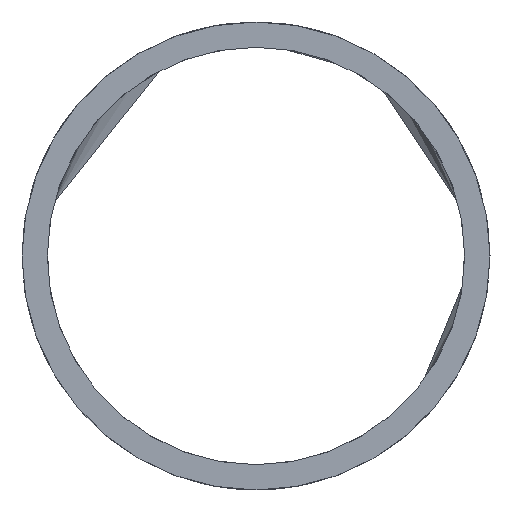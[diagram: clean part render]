
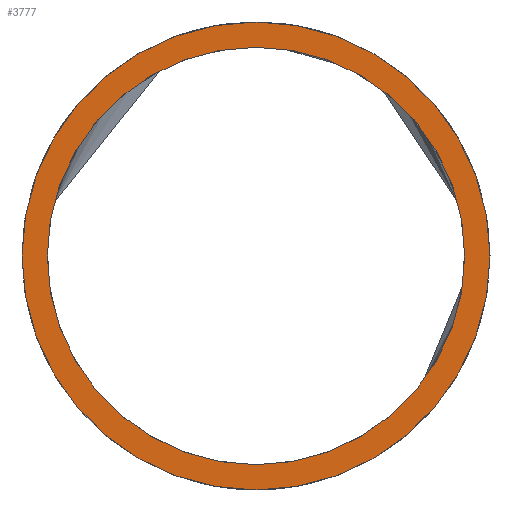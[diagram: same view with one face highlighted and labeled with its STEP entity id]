
A CAD part, left-side view. The second image highlights one B-rep face of the part: STEP entity #3777.
In plain terms, the highlighted planar face has unit normal (-1, 0, 0).
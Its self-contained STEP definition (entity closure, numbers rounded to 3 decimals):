
#35 = VERTEX_POINT ( 'NONE', #3787 ) ;
#177 = CARTESIAN_POINT ( 'NONE',  ( -34., 0., 0. ) ) ;
#219 = CIRCLE ( 'NONE', #1153, 13.875 ) ;
#258 = CARTESIAN_POINT ( 'NONE',  ( -34., 0., 0. ) ) ;
#276 = DIRECTION ( 'NONE',  ( 0., 0., -1. ) ) ;
#282 = CARTESIAN_POINT ( 'NONE',  ( -34., 0., 0. ) ) ;
#606 = EDGE_CURVE ( 'NONE', #6346, #35, #4956, .T. ) ;
#1153 = AXIS2_PLACEMENT_3D ( 'NONE', #258, #3734, #3699 ) ;
#1185 = EDGE_CURVE ( 'NONE', #35, #6346, #3211, .T. ) ;
#1355 = PLANE ( 'NONE',  #5420 ) ;
#1422 = DIRECTION ( 'NONE',  ( 1., 0., 0. ) ) ;
#1994 = CARTESIAN_POINT ( 'NONE',  ( -34., 0., 0. ) ) ;
#2285 = EDGE_CURVE ( 'NONE', #3224, #4132, #2921, .T. ) ;
#2356 = FACE_BOUND ( 'NONE', #6087, .T. ) ;
#2370 = AXIS2_PLACEMENT_3D ( 'NONE', #177, #5176, #276 ) ;
#2553 = CARTESIAN_POINT ( 'NONE',  ( -34., 0., 0. ) ) ;
#2921 = CIRCLE ( 'NONE', #4881, 13.875 ) ;
#2940 = DIRECTION ( 'NONE',  ( 0., 0., -1. ) ) ;
#2946 = ORIENTED_EDGE ( 'NONE', *, *, #2285, .F. ) ;
#3211 = CIRCLE ( 'NONE', #2370, 12.375 ) ;
#3224 = VERTEX_POINT ( 'NONE', #4583 ) ;
#3403 = ORIENTED_EDGE ( 'NONE', *, *, #606, .T. ) ;
#3481 = DIRECTION ( 'NONE',  ( 1., 0., 0. ) ) ;
#3671 = CARTESIAN_POINT ( 'NONE',  ( -34., 0., 12.375 ) ) ;
#3699 = DIRECTION ( 'NONE',  ( 0., 0., -1. ) ) ;
#3734 = DIRECTION ( 'NONE',  ( 1., 0., 0. ) ) ;
#3777 = ADVANCED_FACE ( 'NONE', ( #2356, #4732 ), #1355, .F. ) ;
#3787 = CARTESIAN_POINT ( 'NONE',  ( -34., 0., -12.375 ) ) ;
#4079 = DIRECTION ( 'NONE',  ( 0., 0., -1. ) ) ;
#4132 = VERTEX_POINT ( 'NONE', #5018 ) ;
#4332 = DIRECTION ( 'NONE',  ( 0., 0., -1. ) ) ;
#4363 = ORIENTED_EDGE ( 'NONE', *, *, #6343, .F. ) ;
#4583 = CARTESIAN_POINT ( 'NONE',  ( -34., 0., 13.875 ) ) ;
#4732 = FACE_OUTER_BOUND ( 'NONE', #5310, .T. ) ;
#4881 = AXIS2_PLACEMENT_3D ( 'NONE', #2553, #1422, #4079 ) ;
#4956 = CIRCLE ( 'NONE', #5052, 12.375 ) ;
#5018 = CARTESIAN_POINT ( 'NONE',  ( -34., 0., -13.875 ) ) ;
#5052 = AXIS2_PLACEMENT_3D ( 'NONE', #1994, #3481, #2940 ) ;
#5176 = DIRECTION ( 'NONE',  ( 1., 0., 0. ) ) ;
#5310 = EDGE_LOOP ( 'NONE', ( #2946, #4363 ) ) ;
#5420 = AXIS2_PLACEMENT_3D ( 'NONE', #282, #5731, #4332 ) ;
#5731 = DIRECTION ( 'NONE',  ( 1., 0., 0. ) ) ;
#5995 = ORIENTED_EDGE ( 'NONE', *, *, #1185, .T. ) ;
#6087 = EDGE_LOOP ( 'NONE', ( #3403, #5995 ) ) ;
#6343 = EDGE_CURVE ( 'NONE', #4132, #3224, #219, .T. ) ;
#6346 = VERTEX_POINT ( 'NONE', #3671 ) ;
